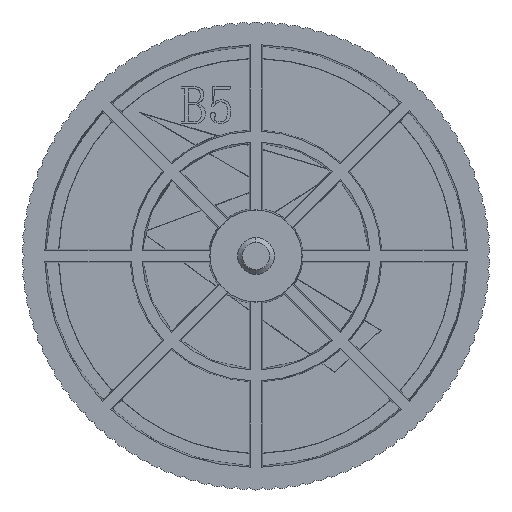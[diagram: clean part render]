
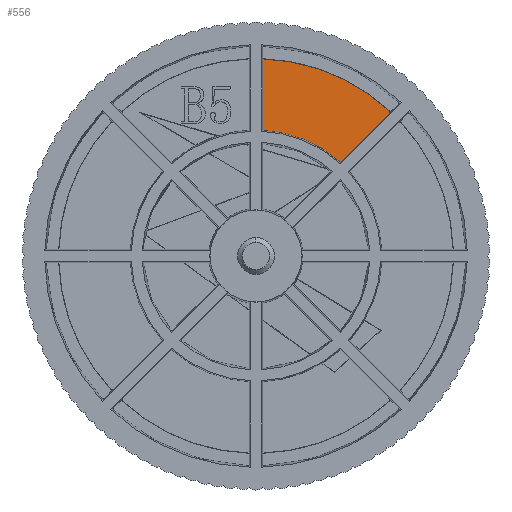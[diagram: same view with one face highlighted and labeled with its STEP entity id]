
A CAD part, front view. The second image highlights one B-rep face of the part: STEP entity #556.
In plain terms, the highlighted planar face has unit normal (0, -1, 0).
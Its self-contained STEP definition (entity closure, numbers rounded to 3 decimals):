
#233 = CIRCLE ( 'NONE', #9190, 13.712 ) ;
#379 = DIRECTION ( 'NONE',  ( 0., 0., 1. ) ) ;
#556 = ADVANCED_FACE ( 'NONE', ( #9703 ), #5846, .T. ) ;
#601 = DIRECTION ( 'NONE',  ( 0., -1., 0. ) ) ;
#1275 = DIRECTION ( 'NONE',  ( 0., -1., 0. ) ) ;
#1333 = DIRECTION ( 'NONE',  ( 0.707, 0., 0.707 ) ) ;
#1539 = VERTEX_POINT ( 'NONE', #6821 ) ;
#1671 = VECTOR ( 'NONE', #379, 1000. ) ;
#1713 = EDGE_CURVE ( 'NONE', #7312, #1539, #233, .T. ) ;
#1732 = VERTEX_POINT ( 'NONE', #11349 ) ;
#4851 = ORIENTED_EDGE ( 'NONE', *, *, #9949, .T. ) ;
#4944 = AXIS2_PLACEMENT_3D ( 'NONE', #7611, #1275, #11366 ) ;
#4997 = DIRECTION ( 'NONE',  ( 0., -1., 0. ) ) ;
#5004 = CARTESIAN_POINT ( 'NONE',  ( 0.712, 28.4, 0. ) ) ;
#5671 = EDGE_CURVE ( 'NONE', #1539, #6397, #5917, .T. ) ;
#5846 = PLANE ( 'NONE',  #9200 ) ;
#5884 = CARTESIAN_POINT ( 'NONE',  ( 9.179, 28.4, 10.186 ) ) ;
#5917 = LINE ( 'NONE', #5004, #1671 ) ;
#6238 = ORIENTED_EDGE ( 'NONE', *, *, #5671, .F. ) ;
#6295 = VECTOR ( 'NONE', #1333, 1000. ) ;
#6397 = VERTEX_POINT ( 'NONE', #7894 ) ;
#6821 = CARTESIAN_POINT ( 'NONE',  ( 0.712, 28.4, 13.693 ) ) ;
#6883 = CARTESIAN_POINT ( 'NONE',  ( -0.503, 28.4, 0.503 ) ) ;
#7312 = VERTEX_POINT ( 'NONE', #5884 ) ;
#7611 = CARTESIAN_POINT ( 'NONE',  ( 0., 28.4, 0. ) ) ;
#7894 = CARTESIAN_POINT ( 'NONE',  ( 0.712, 28.4, 21.46 ) ) ;
#8295 = ORIENTED_EDGE ( 'NONE', *, *, #9732, .T. ) ;
#8713 = DIRECTION ( 'NONE',  ( 0., 0., -1. ) ) ;
#9021 = CIRCLE ( 'NONE', #4944, 21.472 ) ;
#9075 = CARTESIAN_POINT ( 'NONE',  ( 0., 28.4, 0. ) ) ;
#9190 = AXIS2_PLACEMENT_3D ( 'NONE', #9075, #601, #10933 ) ;
#9200 = AXIS2_PLACEMENT_3D ( 'NONE', #9643, #4997, #8713 ) ;
#9643 = CARTESIAN_POINT ( 'NONE',  ( 0., 28.4, 0. ) ) ;
#9703 = FACE_OUTER_BOUND ( 'NONE', #9741, .T. ) ;
#9706 = LINE ( 'NONE', #6883, #6295 ) ;
#9732 = EDGE_CURVE ( 'NONE', #1732, #6397, #9021, .T. ) ;
#9741 = EDGE_LOOP ( 'NONE', ( #6238, #10790, #4851, #8295 ) ) ;
#9949 = EDGE_CURVE ( 'NONE', #7312, #1732, #9706, .T. ) ;
#10790 = ORIENTED_EDGE ( 'NONE', *, *, #1713, .F. ) ;
#10933 = DIRECTION ( 'NONE',  ( 0., 0., -1. ) ) ;
#11349 = CARTESIAN_POINT ( 'NONE',  ( 14.671, 28.4, 15.678 ) ) ;
#11366 = DIRECTION ( 'NONE',  ( 0., 0., -1. ) ) ;
